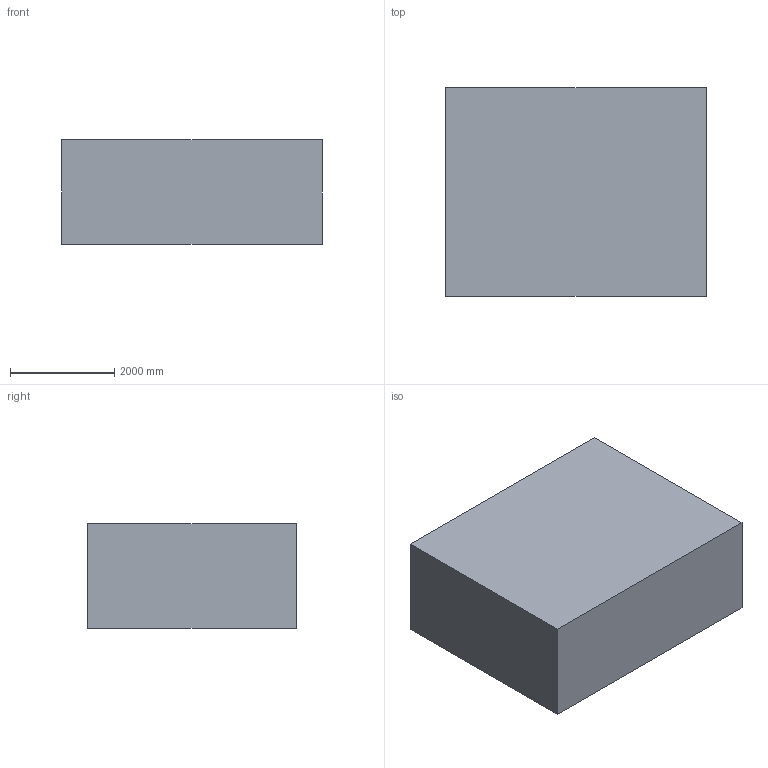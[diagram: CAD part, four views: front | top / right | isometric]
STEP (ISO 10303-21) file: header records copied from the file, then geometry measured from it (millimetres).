
FILE_DESCRIPTION(('CATIA V5 STEP Exchange'),'2;1');
FILE_NAME('Rearwing test.stp','2019-11-12T11:53:42+00:00',('none'),('none'),'CATIA Version 5 Release 17 (IN-10)','CATIA V5 STEP AP203','none');
FILE_SCHEMA(('CONFIG_CONTROL_DESIGN'));
Length unit declared in the file: millimetre
Products named in the file (1): Rearwing test
Assembly tree (2 placements, depth 2):
  Rearwing test
    #56
    #2263
Bounding box: 5000 x 4000 x 2000 mm (x, y, z)
Volume: 40005037204.7 mm3; surface area: 76479531 mm2
Topology: 2 solids, 2 shells, 10 faces, 18 edges, 12 vertices
Faces by surface type: plane 8, bspline 2
Entity records: 2425 total; most frequent: CARTESIAN_POINT 2160, DIRECTION 36, ORIENTED_EDGE 36, EDGE_CURVE 18, AXIS2_PLACEMENT_3D 12, VECTOR 12, LINE 12, VERTEX_POINT 12
